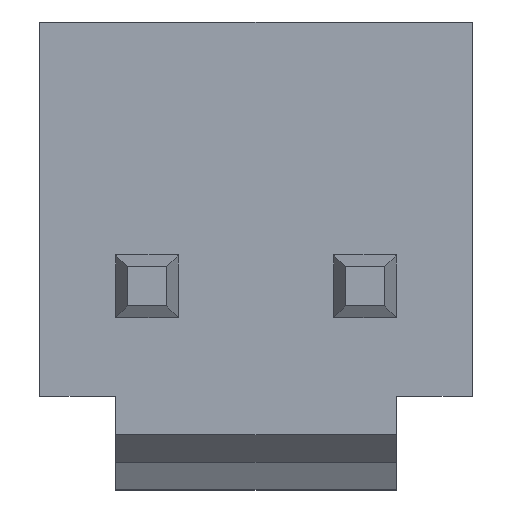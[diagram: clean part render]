
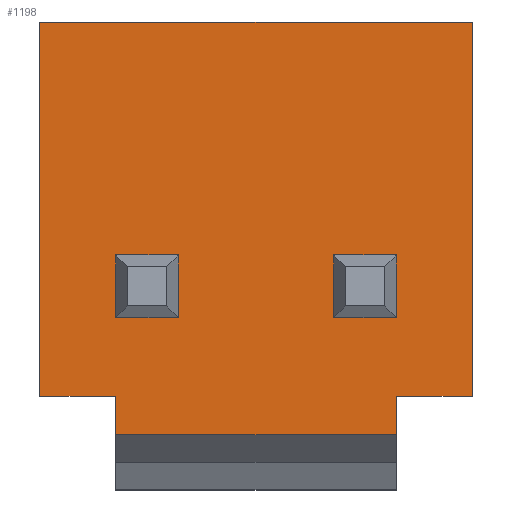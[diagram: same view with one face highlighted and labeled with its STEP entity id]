
A CAD part, front view. The second image highlights one B-rep face of the part: STEP entity #1198.
In plain terms, the highlighted planar face has unit normal (0, -1, 0).
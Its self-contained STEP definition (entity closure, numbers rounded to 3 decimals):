
#15 = CARTESIAN_POINT ( 'NONE',  ( 5.91, 0., 4.8 ) ) ;
#26 = VERTEX_POINT ( 'NONE', #632 ) ;
#39 = EDGE_CURVE ( 'NONE', #541, #26, #529, .T. ) ;
#57 = CARTESIAN_POINT ( 'NONE',  ( -0.57, 0., 0.57 ) ) ;
#76 = ORIENTED_EDGE ( 'NONE', *, *, #39, .T. ) ;
#86 = VERTEX_POINT ( 'NONE', #276 ) ;
#98 = DIRECTION ( 'NONE',  ( 0., 0., 1. ) ) ;
#102 = VERTEX_POINT ( 'NONE', #764 ) ;
#106 = CARTESIAN_POINT ( 'NONE',  ( -1.95, 0., 4.8 ) ) ;
#113 = DIRECTION ( 'NONE',  ( -1., 0., 0. ) ) ;
#124 = CARTESIAN_POINT ( 'NONE',  ( 4.53, 0., 0.57 ) ) ;
#128 = DIRECTION ( 'NONE',  ( -1., 0., 0. ) ) ;
#140 = ORIENTED_EDGE ( 'NONE', *, *, #612, .F. ) ;
#147 = ORIENTED_EDGE ( 'NONE', *, *, #820, .F. ) ;
#186 = CARTESIAN_POINT ( 'NONE',  ( 4.53, 0., -2.7 ) ) ;
#195 = EDGE_LOOP ( 'NONE', ( #147, #1199, #935, #322, #523, #140, #372, #256 ) ) ;
#197 = DIRECTION ( 'NONE',  ( 0., 0., 1. ) ) ;
#204 = VECTOR ( 'NONE', #98, 1000. ) ;
#212 = EDGE_CURVE ( 'NONE', #898, #541, #647, .T. ) ;
#216 = DIRECTION ( 'NONE',  ( 0., 0., 1. ) ) ;
#220 = LINE ( 'NONE', #713, #906 ) ;
#223 = CARTESIAN_POINT ( 'NONE',  ( 0.57, 0., -0.57 ) ) ;
#237 = LINE ( 'NONE', #733, #310 ) ;
#240 = EDGE_CURVE ( 'NONE', #685, #476, #282, .T. ) ;
#256 = ORIENTED_EDGE ( 'NONE', *, *, #839, .T. ) ;
#276 = CARTESIAN_POINT ( 'NONE',  ( 5.91, 0., -2. ) ) ;
#281 = LINE ( 'NONE', #384, #1167 ) ;
#282 = LINE ( 'NONE', #576, #757 ) ;
#291 = CARTESIAN_POINT ( 'NONE',  ( -0.57, 0., -0.57 ) ) ;
#299 = LINE ( 'NONE', #1187, #825 ) ;
#310 = VECTOR ( 'NONE', #933, 1000. ) ;
#321 = EDGE_LOOP ( 'NONE', ( #779, #589, #648, #428 ) ) ;
#322 = ORIENTED_EDGE ( 'NONE', *, *, #1072, .T. ) ;
#346 = CARTESIAN_POINT ( 'NONE',  ( 4.53, 0., -2. ) ) ;
#347 = VECTOR ( 'NONE', #728, 1000. ) ;
#372 = ORIENTED_EDGE ( 'NONE', *, *, #675, .F. ) ;
#380 = CARTESIAN_POINT ( 'NONE',  ( 0., 0., 0. ) ) ;
#384 = CARTESIAN_POINT ( 'NONE',  ( -1.95, 0., -2. ) ) ;
#400 = LINE ( 'NONE', #1196, #859 ) ;
#404 = LINE ( 'NONE', #1111, #965 ) ;
#405 = CARTESIAN_POINT ( 'NONE',  ( -0.57, 0., -2. ) ) ;
#420 = CARTESIAN_POINT ( 'NONE',  ( 3.39, 0., -0.57 ) ) ;
#428 = ORIENTED_EDGE ( 'NONE', *, *, #780, .F. ) ;
#447 = EDGE_CURVE ( 'NONE', #920, #86, #299, .T. ) ;
#450 = VERTEX_POINT ( 'NONE', #405 ) ;
#475 = VECTOR ( 'NONE', #128, 1000. ) ;
#476 = VERTEX_POINT ( 'NONE', #15 ) ;
#489 = DIRECTION ( 'NONE',  ( 0., 0., -1. ) ) ;
#499 = EDGE_CURVE ( 'NONE', #26, #707, #709, .T. ) ;
#508 = PLANE ( 'NONE',  #698 ) ;
#513 = LINE ( 'NONE', #628, #347 ) ;
#520 = CARTESIAN_POINT ( 'NONE',  ( 3.39, 0., 0.57 ) ) ;
#523 = ORIENTED_EDGE ( 'NONE', *, *, #240, .F. ) ;
#529 = LINE ( 'NONE', #223, #756 ) ;
#541 = VERTEX_POINT ( 'NONE', #876 ) ;
#576 = CARTESIAN_POINT ( 'NONE',  ( -1.95, 0., 4.8 ) ) ;
#583 = CARTESIAN_POINT ( 'NONE',  ( 4.53, 0., -0.57 ) ) ;
#589 = ORIENTED_EDGE ( 'NONE', *, *, #1054, .F. ) ;
#592 = LINE ( 'NONE', #106, #204 ) ;
#595 = FACE_BOUND ( 'NONE', #321, .T. ) ;
#607 = CARTESIAN_POINT ( 'NONE',  ( 4.53, 0., -2.7 ) ) ;
#612 = EDGE_CURVE ( 'NONE', #694, #685, #592, .T. ) ;
#624 = VECTOR ( 'NONE', #197, 1000. ) ;
#626 = CARTESIAN_POINT ( 'NONE',  ( 4.53, 0., -0.57 ) ) ;
#628 = CARTESIAN_POINT ( 'NONE',  ( 3.39, 0., -0.57 ) ) ;
#632 = CARTESIAN_POINT ( 'NONE',  ( 0.57, 0., -0.57 ) ) ;
#647 = LINE ( 'NONE', #650, #1106 ) ;
#648 = ORIENTED_EDGE ( 'NONE', *, *, #761, .F. ) ;
#650 = CARTESIAN_POINT ( 'NONE',  ( -0.57, 0., 0.57 ) ) ;
#665 = FACE_BOUND ( 'NONE', #1099, .T. ) ;
#670 = DIRECTION ( 'NONE',  ( 1., 0., 0. ) ) ;
#675 = EDGE_CURVE ( 'NONE', #450, #694, #281, .T. ) ;
#677 = LINE ( 'NONE', #583, #624 ) ;
#685 = VERTEX_POINT ( 'NONE', #878 ) ;
#694 = VERTEX_POINT ( 'NONE', #972 ) ;
#698 = AXIS2_PLACEMENT_3D ( 'NONE', #380, #1075, #1166 ) ;
#699 = CARTESIAN_POINT ( 'NONE',  ( 16.41, 0., -2.7 ) ) ;
#707 = VERTEX_POINT ( 'NONE', #291 ) ;
#709 = LINE ( 'NONE', #1078, #782 ) ;
#713 = CARTESIAN_POINT ( 'NONE',  ( 5.91, 0., 4.8 ) ) ;
#728 = DIRECTION ( 'NONE',  ( 0., 0., -1. ) ) ;
#733 = CARTESIAN_POINT ( 'NONE',  ( -0.57, 0., -2.7 ) ) ;
#741 = VECTOR ( 'NONE', #489, 1000. ) ;
#756 = VECTOR ( 'NONE', #1119, 1000. ) ;
#757 = VECTOR ( 'NONE', #670, 1000. ) ;
#761 = EDGE_CURVE ( 'NONE', #765, #1102, #513, .T. ) ;
#764 = CARTESIAN_POINT ( 'NONE',  ( -0.57, 0., -2.7 ) ) ;
#765 = VERTEX_POINT ( 'NONE', #520 ) ;
#779 = ORIENTED_EDGE ( 'NONE', *, *, #943, .F. ) ;
#780 = EDGE_CURVE ( 'NONE', #1246, #765, #400, .T. ) ;
#782 = VECTOR ( 'NONE', #113, 1000. ) ;
#796 = EDGE_CURVE ( 'NONE', #707, #898, #1107, .T. ) ;
#808 = VECTOR ( 'NONE', #216, 1000. ) ;
#809 = ORIENTED_EDGE ( 'NONE', *, *, #796, .T. ) ;
#820 = EDGE_CURVE ( 'NONE', #1047, #102, #1188, .T. ) ;
#825 = VECTOR ( 'NONE', #1101, 1000. ) ;
#829 = FACE_OUTER_BOUND ( 'NONE', #195, .T. ) ;
#839 = EDGE_CURVE ( 'NONE', #450, #102, #237, .T. ) ;
#859 = VECTOR ( 'NONE', #923, 1000. ) ;
#876 = CARTESIAN_POINT ( 'NONE',  ( 0.57, 0., 0.57 ) ) ;
#878 = CARTESIAN_POINT ( 'NONE',  ( -1.95, 0., 4.8 ) ) ;
#898 = VERTEX_POINT ( 'NONE', #57 ) ;
#906 = VECTOR ( 'NONE', #1201, 1000. ) ;
#920 = VERTEX_POINT ( 'NONE', #346 ) ;
#923 = DIRECTION ( 'NONE',  ( -1., 0., 0. ) ) ;
#933 = DIRECTION ( 'NONE',  ( 0., 0., -1. ) ) ;
#935 = ORIENTED_EDGE ( 'NONE', *, *, #447, .T. ) ;
#943 = EDGE_CURVE ( 'NONE', #1138, #1246, #677, .T. ) ;
#959 = DIRECTION ( 'NONE',  ( -1., 0., 0. ) ) ;
#964 = EDGE_CURVE ( 'NONE', #920, #1047, #1154, .T. ) ;
#965 = VECTOR ( 'NONE', #1213, 1000. ) ;
#972 = CARTESIAN_POINT ( 'NONE',  ( -1.95, 0., -2. ) ) ;
#1020 = ORIENTED_EDGE ( 'NONE', *, *, #212, .T. ) ;
#1023 = ORIENTED_EDGE ( 'NONE', *, *, #499, .T. ) ;
#1041 = DIRECTION ( 'NONE',  ( 1., 0., 0. ) ) ;
#1047 = VERTEX_POINT ( 'NONE', #607 ) ;
#1054 = EDGE_CURVE ( 'NONE', #1102, #1138, #404, .T. ) ;
#1072 = EDGE_CURVE ( 'NONE', #86, #476, #220, .T. ) ;
#1075 = DIRECTION ( 'NONE',  ( 0., -1., 0. ) ) ;
#1078 = CARTESIAN_POINT ( 'NONE',  ( -0.57, 0., -0.57 ) ) ;
#1095 = CARTESIAN_POINT ( 'NONE',  ( -0.57, 0., -0.57 ) ) ;
#1099 = EDGE_LOOP ( 'NONE', ( #809, #1020, #76, #1023 ) ) ;
#1101 = DIRECTION ( 'NONE',  ( 1., 0., 0. ) ) ;
#1102 = VERTEX_POINT ( 'NONE', #420 ) ;
#1106 = VECTOR ( 'NONE', #1041, 1000. ) ;
#1107 = LINE ( 'NONE', #1095, #808 ) ;
#1111 = CARTESIAN_POINT ( 'NONE',  ( 4.53, 0., -0.57 ) ) ;
#1119 = DIRECTION ( 'NONE',  ( 0., 0., -1. ) ) ;
#1138 = VERTEX_POINT ( 'NONE', #626 ) ;
#1154 = LINE ( 'NONE', #186, #741 ) ;
#1166 = DIRECTION ( 'NONE',  ( 0., 0., -1. ) ) ;
#1167 = VECTOR ( 'NONE', #959, 1000. ) ;
#1187 = CARTESIAN_POINT ( 'NONE',  ( 5.91, 0., -2. ) ) ;
#1188 = LINE ( 'NONE', #699, #475 ) ;
#1196 = CARTESIAN_POINT ( 'NONE',  ( 4.53, 0., 0.57 ) ) ;
#1198 = ADVANCED_FACE ( 'NONE', ( #829, #665, #595 ), #508, .T. ) ;
#1199 = ORIENTED_EDGE ( 'NONE', *, *, #964, .F. ) ;
#1201 = DIRECTION ( 'NONE',  ( 0., 0., 1. ) ) ;
#1213 = DIRECTION ( 'NONE',  ( 1., 0., 0. ) ) ;
#1246 = VERTEX_POINT ( 'NONE', #124 ) ;
